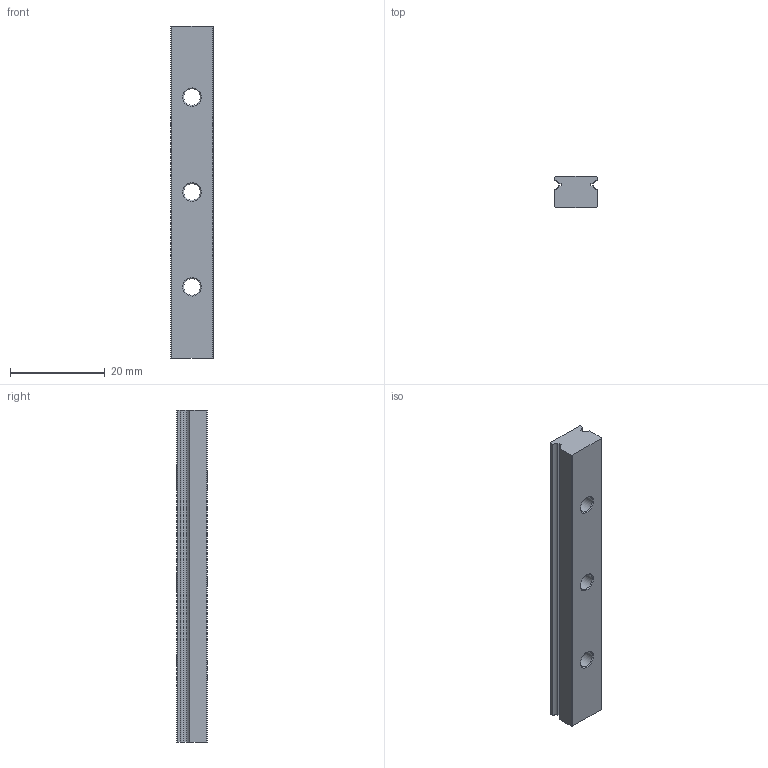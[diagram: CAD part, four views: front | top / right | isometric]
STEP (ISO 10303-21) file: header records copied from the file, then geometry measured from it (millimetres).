
FILE_DESCRIPTION(/* description */ ('STEP AP242','CAx-IF Rec.Pracs.---Representation and Presentation of Product Manufacturing Information (PMI)---4.0---2014-10-13','CAx-IF Rec.Pracs.---3D Tessellated Geometry---0.4---2014-09-14','2;1'),/* implementation_level */ '2;1');
FILE_NAME(/* name */ '63ef653f6a6e6b34e6e9ad87',/* time_stamp */ '2023-02-17T11:30:08+00:00',/* author */ (''),/* organization */ (''),/* preprocessor_version */ 'ST-DEVELOPER v18.102',/* originating_system */ ' ',/* authorisation */ ' ');
FILE_SCHEMA (('AP242_MANAGED_MODEL_BASED_3D_ENGINEERING_MIM_LF { 1 0 10303 442 1 1 4 }'));
Length unit declared in the file: metre
Products named in the file (1): MGN9
Bounding box: 9 x 6.5 x 70 mm (x, y, z)
Volume: 3479.8 mm3; surface area: 2744.4 mm2
Topology: 1 solids, 1 shells, 37 faces, 93 edges, 61 vertices
Faces by surface type: plane 21, cylinder 10, cone 6
Full cylindrical faces by diameter (mm): 3.5 x3, 6 x3
Entity records: 1056 total; most frequent: DIRECTION 180, CARTESIAN_POINT 174, ORIENTED_EDGE 156, EDGE_CURVE 78, AXIS2_PLACEMENT_3D 64, VERTEX_POINT 58, EDGE_LOOP 58, FACE_BOUND 58
